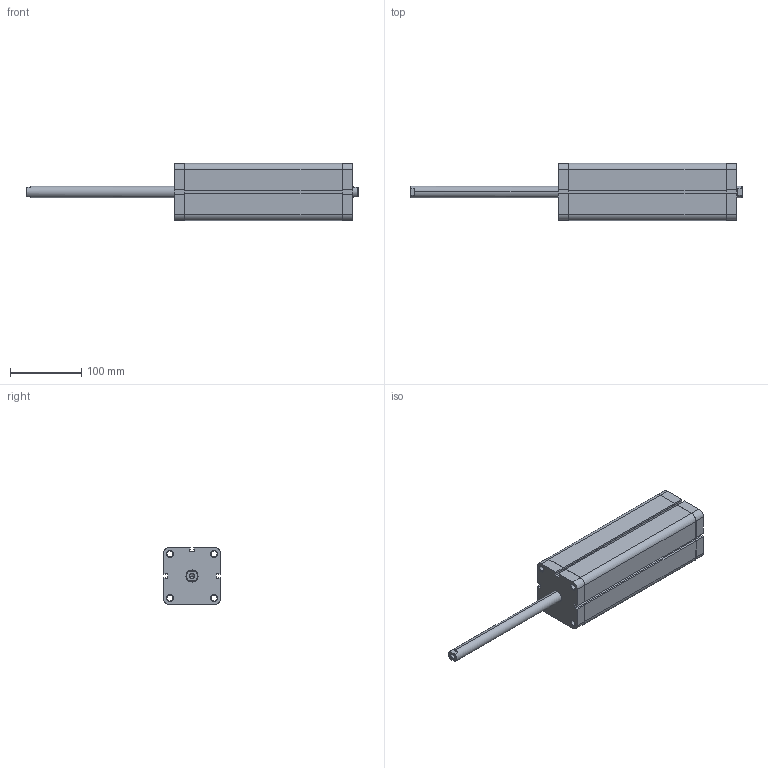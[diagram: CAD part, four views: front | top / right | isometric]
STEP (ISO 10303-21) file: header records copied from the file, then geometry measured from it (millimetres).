
FILE_DESCRIPTION (( 'STEP AP214' ), '1' );
FILE_NAME ('PKD 63-200 CYLINDER.STEP', '2010-08-06T08:40:30', ( '' ), ( '' ), 'SwSTEP 2.0', 'SolidWorks 2010', '' );
FILE_SCHEMA (( 'AUTOMOTIVE_DESIGN' ));
Length unit declared in the file: millimetre
Products named in the file (5): 63 Arka kapak 2; 63 compact borusu; 63 On kapak; 63 mil; PKD  63-200  CYLINDER
Assembly tree (4 placements, depth 2):
  PKD  63-200  CYLINDER
    63 compact borusu
    63 Arka kapak 2
    63 On kapak
    63 mil
Bounding box: 465 x 80 x 80 mm (x, y, z)
Volume: 895692.7 mm3; surface area: 242702.7 mm2
Topology: 4 solids, 4 shells, 210 faces, 556 edges, 358 vertices
Faces by surface type: plane 106, cylinder 68, cone 36
Entity records: 7010 total; most frequent: CARTESIAN_POINT 1175, DIRECTION 1138, ORIENTED_EDGE 1104, EDGE_CURVE 552, AXIS2_PLACEMENT_3D 385, VECTOR 368, LINE 368, VERTEX_POINT 358
